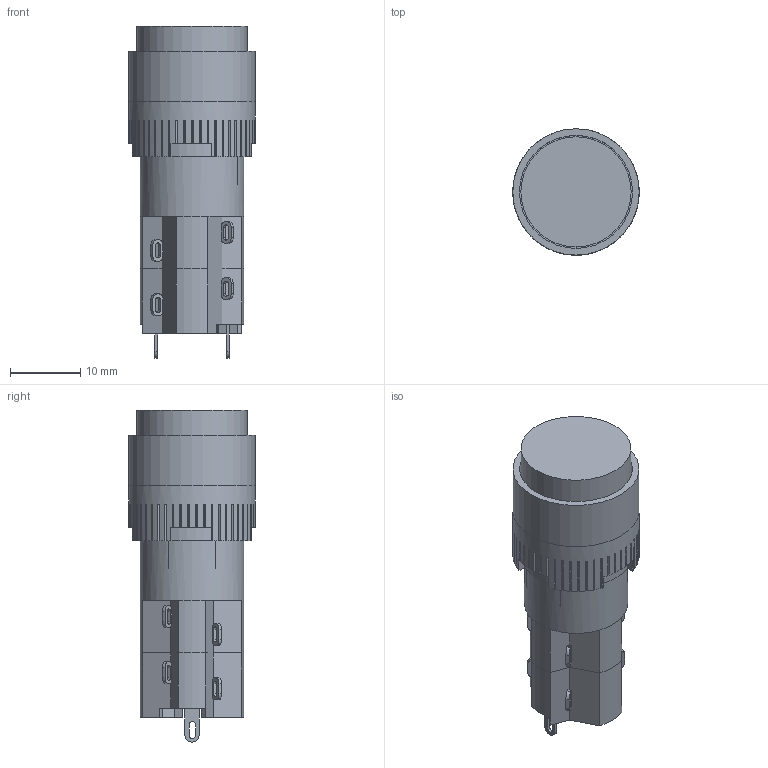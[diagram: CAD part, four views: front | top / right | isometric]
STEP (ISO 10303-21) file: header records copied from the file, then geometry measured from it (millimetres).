
FILE_DESCRIPTION(/* description */ (''),/* implementation_level */ '2;1');
FILE_NAME(/* name */ 'D16xxR12Cxxx.stp',/* time_stamp */ '2026-01-05T13:54:14-06:00',/* author */ ('mroman'),/* organization */ (''),/* preprocessor_version */ 'ST-DEVELOPER v18.1',/* originating_system */ 'Autodesk Inventor 2022',/* authorisation */ '');
FILE_SCHEMA (('AUTOMOTIVE_DESIGN { 1 0 10303 214 3 1 1 }'));
Length unit declared in the file: inch
Products named in the file (1): D16xxR12Cxxx
Bounding box: 18 x 18 x 47.3 mm (x, y, z)
Volume: 6189.1 mm3; surface area: 6395.6 mm2
Topology: 2 solids, 2 shells, 647 faces, 1848 edges, 1217 vertices
Faces by surface type: plane 469, cylinder 120, bspline 53, torus 3, cone 1, sphere 1
Full cylindrical faces by diameter (mm): 3.2 x2, 3.5 x1, 5.7 x1, 8.4 x1, 14.4 x1, 14.7 x1, 15.7 x1, 16.1 x1, 18 x2
Entity records: 21403 total; most frequent: CARTESIAN_POINT 4407, ORIENTED_EDGE 3694, DIRECTION 3333, EDGE_CURVE 1847, LINE 1331, VECTOR 1331, VERTEX_POINT 1217, AXIS2_PLACEMENT_3D 1001
